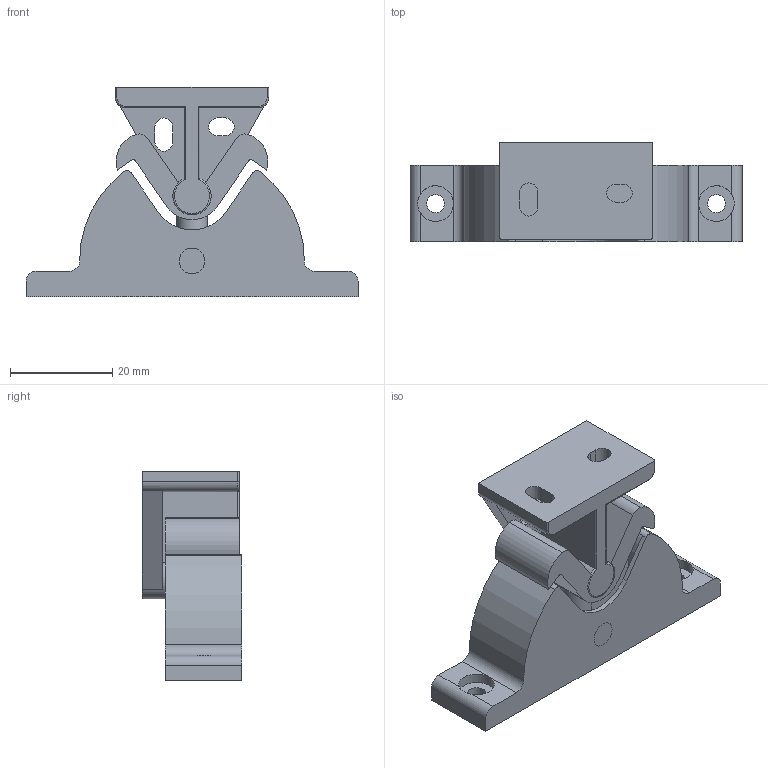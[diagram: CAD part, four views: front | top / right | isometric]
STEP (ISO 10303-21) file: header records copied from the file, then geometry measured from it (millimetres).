
FILE_DESCRIPTION(('STEP AP203'),'2;1');
FILE_NAME('XC60211.stp','2011-02-02T10:25:03',(''),(''),'2009.3.110','THINKDESIGN','');
FILE_SCHEMA(('CONFIG_CONTROL_DESIGN'));
Length unit declared in the file: millimetre
Bounding box: 65 x 19.5 x 41 mm (x, y, z)
Volume: 11162.1 mm3; surface area: 11029.4 mm2
Topology: 3 solids, 3 shells, 100 faces, 275 edges, 185 vertices
Faces by surface type: plane 51, cylinder 46, bspline 3
Full cylindrical faces by diameter (mm): 3.5 x2, 5 x4, 6 x1, 7 x2
Entity records: 3710 total; most frequent: CARTESIAN_POINT 960, DIRECTION 565, ORIENTED_EDGE 550, EDGE_CURVE 275, AXIS2_PLACEMENT_3D 206, VERTEX_POINT 185, VECTOR 153, LINE 153
